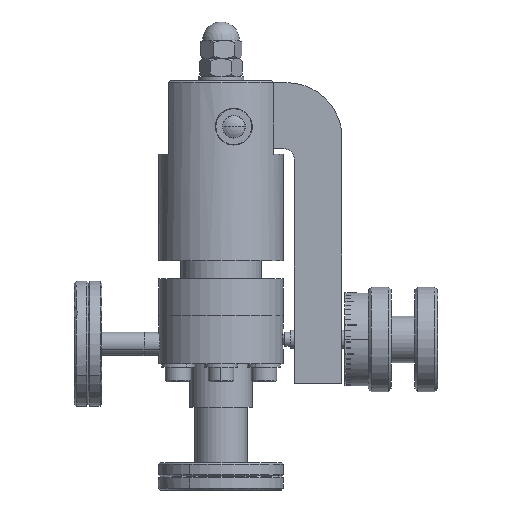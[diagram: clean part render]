
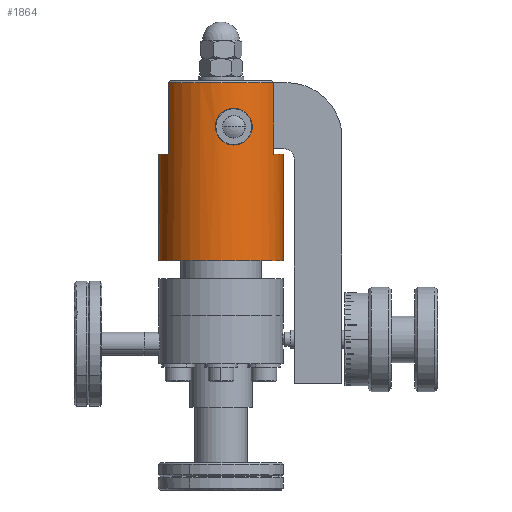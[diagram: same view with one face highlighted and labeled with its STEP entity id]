
A CAD part, front view. The second image highlights one B-rep face of the part: STEP entity #1864.
In plain terms, the highlighted cylindrical face has radius 17 mm (diameter 34 mm), a partial arc.
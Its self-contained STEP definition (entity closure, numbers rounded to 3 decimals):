
#1104=CARTESIAN_POINT('',(0.,0.,62.6));
#1105=DIRECTION('',(0.,0.,-1.));
#1106=DIRECTION('',(1.,0.,0.));
#1107=AXIS2_PLACEMENT_3D('',#1104,#1105,#1106);
#1124=DIRECTION('',(0.,0.,-1.));
#1125=VECTOR('',#1124,19.5);
#1126=CARTESIAN_POINT('',(-14.422,-9.,111.1));
#1127=LINE('',#1126,#1125);
#1128=DIRECTION('',(0.,0.,1.));
#1129=VECTOR('',#1128,19.5);
#1130=CARTESIAN_POINT('',(14.422,-9.,91.6));
#1131=LINE('',#1130,#1129);
#1132=CARTESIAN_POINT('',(8.51,-14.717,99.1));
#1133=CARTESIAN_POINT('',(8.51,-14.717,98.814));
#1134=CARTESIAN_POINT('',(8.463,-14.744,98.232));
#1135=CARTESIAN_POINT('',(8.208,-14.889,97.292));
#1136=CARTESIAN_POINT('',(7.752,-15.134,96.387));
#1137=CARTESIAN_POINT('',(7.134,-15.437,95.605));
#1138=CARTESIAN_POINT('',(6.385,-15.764,94.962));
#1139=CARTESIAN_POINT('',(5.477,-16.104,94.457));
#1140=CARTESIAN_POINT('',(4.499,-16.404,94.157));
#1141=CARTESIAN_POINT('',(3.536,-16.638,94.06));
#1142=CARTESIAN_POINT('',(2.579,-16.813,94.143));
#1143=CARTESIAN_POINT('',(1.62,-16.931,94.419));
#1144=CARTESIAN_POINT('',(0.728,-16.991,
94.888));
#1145=CARTESIAN_POINT('',(-0.029,-17.005,
95.5));
#1146=CARTESIAN_POINT('',(-0.667,-16.99,
96.258));
#1147=CARTESIAN_POINT('',(-1.158,-16.962,
97.16));
#1148=CARTESIAN_POINT('',(-1.45,-16.938,
98.141));
#1149=CARTESIAN_POINT('',(-1.51,-16.933,98.779));
#1150=CARTESIAN_POINT('',(-1.51,-16.933,99.1));
#1152=DIRECTION('',(0.,0.,1.));
#1153=VECTOR('',#1152,29.);
#1154=CARTESIAN_POINT('',(17.,0.,62.6));
#1155=LINE('',#1154,#1153);
#1164=DIRECTION('',(0.,0.,1.));
#1165=VECTOR('',#1164,29.);
#1166=CARTESIAN_POINT('',(-17.,0.,62.6));
#1167=LINE('',#1166,#1165);
#1198=CARTESIAN_POINT('',(0.,0.,91.6));
#1199=DIRECTION('',(0.,0.,1.));
#1200=DIRECTION('',(0.848,-0.529,0.));
#1201=AXIS2_PLACEMENT_3D('',#1198,#1199,#1200);
#1203=CARTESIAN_POINT('',(0.,0.,91.6));
#1204=DIRECTION('',(0.,0.,1.));
#1205=DIRECTION('',(-1.,0.,0.));
#1206=AXIS2_PLACEMENT_3D('',#1203,#1204,#1205);
#1292=CARTESIAN_POINT('',(14.422,-9.,111.1));
#1298=CARTESIAN_POINT('',(-14.422,-9.,111.1));
#1319=CARTESIAN_POINT('',(0.,0.,111.1));
#1320=DIRECTION('',(0.,0.,1.));
#1321=DIRECTION('',(-0.848,-0.529,0.));
#1322=AXIS2_PLACEMENT_3D('',#1319,#1320,#1321);
#1329=CARTESIAN_POINT('',(8.51,-14.717,99.1));
#1330=CARTESIAN_POINT('',(8.51,-14.717,99.405));
#1331=CARTESIAN_POINT('',(8.455,-14.749,100.04));
#1332=CARTESIAN_POINT('',(8.158,-14.917,101.048));
#1333=CARTESIAN_POINT('',(7.63,-15.197,102.002));
#1334=CARTESIAN_POINT('',(6.938,-15.527,102.795));
#1335=CARTESIAN_POINT('',(6.076,-15.888,103.443));
#1336=CARTESIAN_POINT('',(5.075,-16.237,103.898));
#1337=CARTESIAN_POINT('',(4.027,-16.527,104.117));
#1338=CARTESIAN_POINT('',(3.036,-16.737,104.122));
#1339=CARTESIAN_POINT('',(2.006,-16.892,103.921));
#1340=CARTESIAN_POINT('',(1.029,-16.977,103.501));
#1341=CARTESIAN_POINT('',(0.171,-17.005,
102.892));
#1342=CARTESIAN_POINT('',(-0.534,-16.996,
102.134));
#1343=CARTESIAN_POINT('',(-1.096,-16.967,
101.194));
#1344=CARTESIAN_POINT('',(-1.438,-16.939,
100.152));
#1345=CARTESIAN_POINT('',(-1.51,-16.933,99.448));
#1346=CARTESIAN_POINT('',(-1.51,-16.933,99.1));
#1392=CARTESIAN_POINT('',(14.422,-9.,91.6));
#1393=CARTESIAN_POINT('',(-14.422,-9.,91.6));
#1394=VERTEX_POINT('',#1392);
#1395=VERTEX_POINT('',#1393);
#1396=VERTEX_POINT('',#1298);
#1400=VERTEX_POINT('',#1292);
#1475=CARTESIAN_POINT('',(-1.51,-16.933,99.1));
#1477=VERTEX_POINT('',#1475);
#1479=CARTESIAN_POINT('',(8.51,-14.717,99.1));
#1481=VERTEX_POINT('',#1479);
#1498=CARTESIAN_POINT('',(-17.,0.,62.6));
#1499=CARTESIAN_POINT('',(-17.,0.,91.6));
#1500=VERTEX_POINT('',#1498);
#1501=VERTEX_POINT('',#1499);
#1502=CARTESIAN_POINT('',(17.,0.,62.6));
#1503=CARTESIAN_POINT('',(17.,0.,91.6));
#1504=VERTEX_POINT('',#1502);
#1505=VERTEX_POINT('',#1503);
#1836=CARTESIAN_POINT('',(0.,0.,47.6));
#1837=DIRECTION('',(0.,0.,1.));
#1838=DIRECTION('',(-1.,0.,0.));
#1839=AXIS2_PLACEMENT_3D('',#1836,#1837,#1838);
#1840=CYLINDRICAL_SURFACE('',#1839,17.);
#1841=ORIENTED_EDGE('',*,*,#1824,.T.);
#1843=ORIENTED_EDGE('',*,*,#1842,.T.);
#1845=ORIENTED_EDGE('',*,*,#1844,.T.);
#1847=ORIENTED_EDGE('',*,*,#1846,.F.);
#1849=ORIENTED_EDGE('',*,*,#1848,.T.);
#1851=ORIENTED_EDGE('',*,*,#1850,.F.);
#1853=ORIENTED_EDGE('',*,*,#1852,.T.);
#1855=ORIENTED_EDGE('',*,*,#1854,.F.);
#1856=EDGE_LOOP('',(#1841,#1843,#1845,#1847,#1849,#1851,#1853,#1855));
#1857=FACE_OUTER_BOUND('',#1856,.F.);
#1859=ORIENTED_EDGE('',*,*,#1858,.F.);
#1861=ORIENTED_EDGE('',*,*,#1860,.T.);
#1862=EDGE_LOOP('',(#1859,#1861));
#1863=FACE_BOUND('',#1862,.F.);
#1864=ADVANCED_FACE('',(#1857,#1863),#1840,.T.);
#1108=CIRCLE('',#1107,17.);
#1151=B_SPLINE_CURVE_WITH_KNOTS('',3,(#1132,#1133,#1134,#1135,#1136,#1137,#1138,
#1139,#1140,#1141,#1142,#1143,#1144,#1145,#1146,#1147,#1148,#1149,#1150),
.UNSPECIFIED.,.F.,.F.,(4,1,1,1,1,1,1,1,1,1,1,1,1,1,1,1,4),(0.,0.063,0.125,
0.188,0.25,0.313,0.375,0.438,0.5,0.563,0.625,0.688,
0.75,0.813,0.875,0.938,1.),.UNSPECIFIED.);
#1202=CIRCLE('',#1201,17.);
#1207=CIRCLE('',#1206,17.);
#1323=CIRCLE('',#1322,17.);
#1347=B_SPLINE_CURVE_WITH_KNOTS('',3,(#1329,#1330,#1331,#1332,#1333,#1334,#1335,
#1336,#1337,#1338,#1339,#1340,#1341,#1342,#1343,#1344,#1345,#1346),
.UNSPECIFIED.,.F.,.F.,(4,1,1,1,1,1,1,1,1,1,1,1,1,1,1,4),(0.,0.067,
0.133,0.2,0.267,0.333,0.4,
0.467,0.533,0.6,0.667,0.733,
0.8,0.867,0.933,1.),.UNSPECIFIED.);
#1824=EDGE_CURVE('',#1504,#1500,#1108,.T.);
#1842=EDGE_CURVE('',#1500,#1501,#1167,.T.);
#1844=EDGE_CURVE('',#1501,#1395,#1207,.T.);
#1846=EDGE_CURVE('',#1396,#1395,#1127,.T.);
#1848=EDGE_CURVE('',#1396,#1400,#1323,.T.);
#1850=EDGE_CURVE('',#1394,#1400,#1131,.T.);
#1852=EDGE_CURVE('',#1394,#1505,#1202,.T.);
#1854=EDGE_CURVE('',#1504,#1505,#1155,.T.);
#1858=EDGE_CURVE('',#1481,#1477,#1151,.T.);
#1860=EDGE_CURVE('',#1481,#1477,#1347,.T.);
